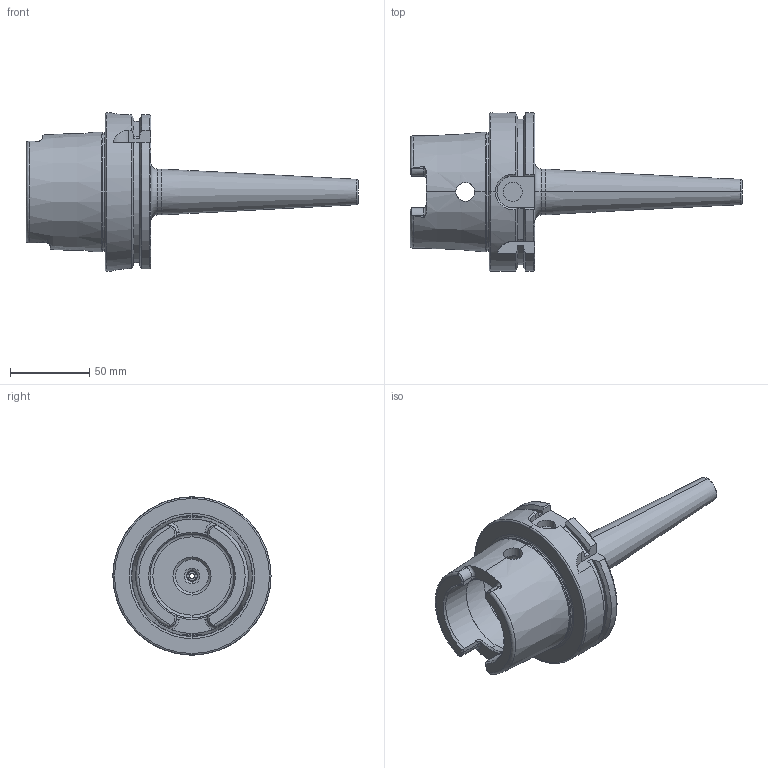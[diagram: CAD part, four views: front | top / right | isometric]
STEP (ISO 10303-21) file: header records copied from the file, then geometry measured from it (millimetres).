
FILE_DESCRIPTION (( 'STEP AP203' ), '1' );
FILE_NAME ('FWA100H-SFS10160.STEP', '2024-09-04T09:58:57', ( '' ), ( '' ), 'SwSTEP 2.0', 'SolidWorks 2024', '' );
FILE_SCHEMA (( 'CONFIG_CONTROL_DESIGN' ));
Length unit declared in the file: millimetre
Products named in the file (4): FWA100H-SFS10160; HSKA100SFS10160WW; SCWM8X1
Assembly tree (3 placements, depth 3):
  FWA100H-SFS10160
    HSKA100SFS10160WW
      HSKA100SFS10160WW
      SCWM8X1
Bounding box: 210 x 100 x 100 mm (x, y, z)
Volume: 300978.5 mm3; surface area: 63186.9 mm2
Topology: 2 solids, 2 shells, 210 faces, 527 edges, 322 vertices
Faces by surface type: plane 68, cylinder 58, cone 39, torus 35, bspline 10
Entity records: 7918 total; most frequent: CARTESIAN_POINT 2594, ORIENTED_EDGE 1050, DIRECTION 1030, EDGE_CURVE 525, AXIS2_PLACEMENT_3D 418, VERTEX_POINT 322, EDGE_LOOP 221, CIRCLE 211
